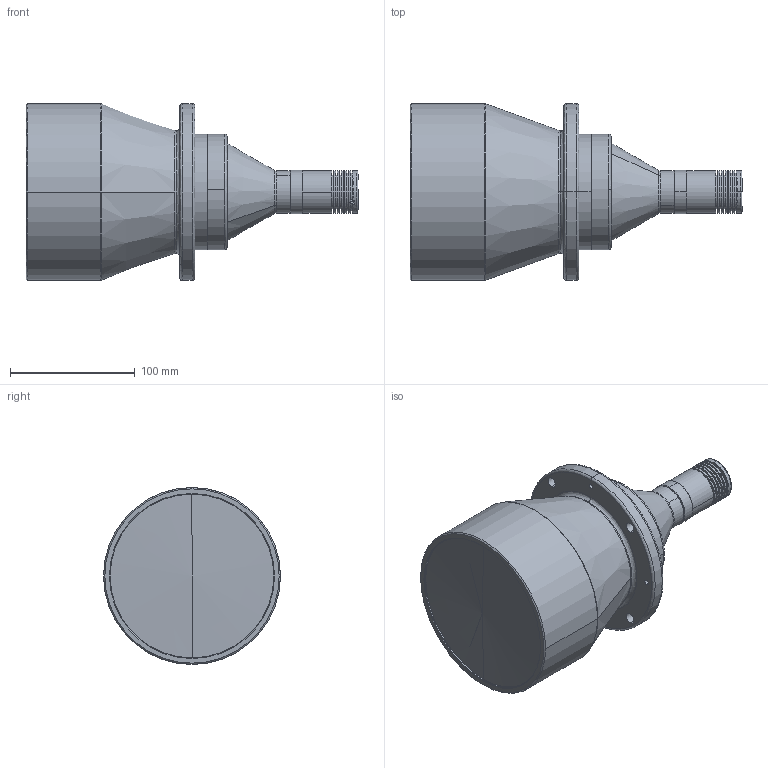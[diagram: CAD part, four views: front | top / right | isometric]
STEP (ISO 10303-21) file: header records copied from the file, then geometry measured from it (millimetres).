
FILE_DESCRIPTION (( 'STEP AP203' ), '1' );
FILE_NAME ('DTCL-100H.STEP', '2020-11-16T06:21:40', ( '' ), ( '' ), 'SwSTEP 2.0', 'SolidWorks 2017', '' );
FILE_SCHEMA (( 'CONFIG_CONTROL_DESIGN' ));
Length unit declared in the file: millimetre
Products named in the file (1): DTCL-100H
Bounding box: 266.62 x 142 x 142 mm (x, y, z)
Volume: 2165768 mm3; surface area: 122576.9 mm2
Topology: 1 solids, 1 shells, 185 faces, 455 edges, 289 vertices
Faces by surface type: cylinder 100, plane 35, cone 34, bspline 16
Entity records: 6401 total; most frequent: CARTESIAN_POINT 1918, DIRECTION 989, ORIENTED_EDGE 886, EDGE_CURVE 443, AXIS2_PLACEMENT_3D 420, VERTEX_POINT 287, CIRCLE 253, EDGE_LOOP 232
